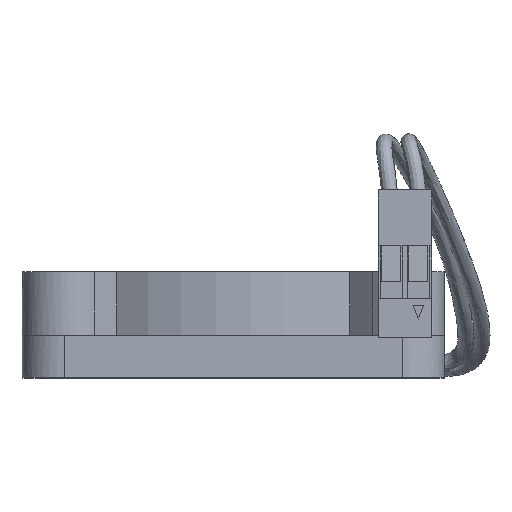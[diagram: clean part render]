
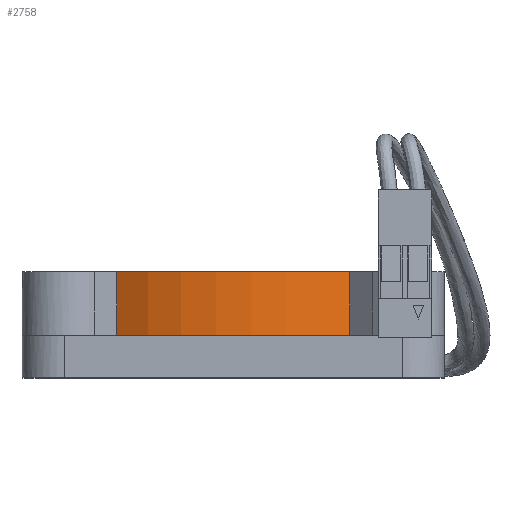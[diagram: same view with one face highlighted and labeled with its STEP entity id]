
A CAD part, top view. The second image highlights one B-rep face of the part: STEP entity #2758.
In plain terms, the highlighted cylindrical face has radius 20 mm (diameter 40 mm), a partial arc.
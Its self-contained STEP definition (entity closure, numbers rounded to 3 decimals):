
#60=CYLINDRICAL_SURFACE('',#2982,20.);
#275=LINE('',#4831,#531);
#302=LINE('',#4907,#558);
#531=VECTOR('',#3483,7.);
#558=VECTOR('',#3562,7.);
#890=FACE_OUTER_BOUND('',#1057,.T.);
#1057=EDGE_LOOP('',(#2289,#2290,#2291,#2292));
#1156=CIRCLE('',#2949,20.);
#1168=CIRCLE('',#2963,20.);
#1357=VERTEX_POINT('',#4814);
#1358=VERTEX_POINT('',#4816);
#1364=VERTEX_POINT('',#4830);
#1377=VERTEX_POINT('',#4858);
#1663=EDGE_CURVE('',#1357,#1358,#1156,.T.);
#1670=EDGE_CURVE('',#1358,#1364,#275,.T.);
#1684=EDGE_CURVE('',#1377,#1364,#1168,.T.);
#1709=EDGE_CURVE('',#1357,#1377,#302,.T.);
#2289=ORIENTED_EDGE('',*,*,#1663,.F.);
#2290=ORIENTED_EDGE('',*,*,#1709,.T.);
#2291=ORIENTED_EDGE('',*,*,#1684,.T.);
#2292=ORIENTED_EDGE('',*,*,#1670,.F.);
#2758=ADVANCED_FACE('',(#890),#60,.T.);
#2949=AXIS2_PLACEMENT_3D('',#4817,#3468,#3469);
#2963=AXIS2_PLACEMENT_3D('',#4859,#3505,#3506);
#2982=AXIS2_PLACEMENT_3D('',#4908,#3563,#3564);
#3468=DIRECTION('center_axis',(0.,0.,-1.));
#3469=DIRECTION('ref_axis',(1.,0.,0.));
#3483=DIRECTION('',(0.,0.,1.));
#3505=DIRECTION('center_axis',(0.,0.,-1.));
#3506=DIRECTION('ref_axis',(-1.,0.,0.));
#3562=DIRECTION('',(0.,0.,1.));
#3563=DIRECTION('center_axis',(0.,0.,1.));
#3564=DIRECTION('ref_axis',(1.,0.,0.));
#4814=CARTESIAN_POINT('',(-11.028,16.685,-6.));
#4816=CARTESIAN_POINT('',(11.028,16.685,-6.));
#4817=CARTESIAN_POINT('Origin',(0.,0.,-6.));
#4830=CARTESIAN_POINT('',(11.028,16.685,0.));
#4831=CARTESIAN_POINT('',(11.028,16.685,-7.));
#4858=CARTESIAN_POINT('',(-11.028,16.685,0.));
#4859=CARTESIAN_POINT('Origin',(0.,0.,0.));
#4907=CARTESIAN_POINT('',(-11.028,16.685,-7.));
#4908=CARTESIAN_POINT('Origin',(0.,0.,-7.));
